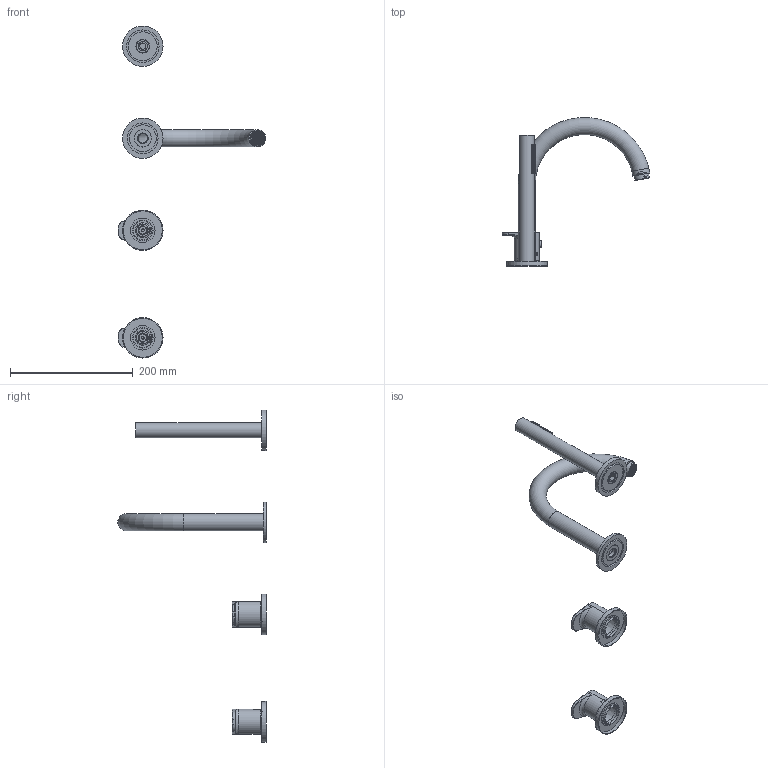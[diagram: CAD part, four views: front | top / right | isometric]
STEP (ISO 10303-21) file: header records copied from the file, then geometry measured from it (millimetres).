
FILE_DESCRIPTION (( 'STEP AP203' ), '1' );
FILE_NAME ('36CP12257.STEP', '2025-10-07T09:04:52', ( '' ), ( '' ), 'SwSTEP 2.0', 'SolidWorks 2021', '' );
FILE_SCHEMA (( 'CONFIG_CONTROL_DESIGN' ));
Products named in the file (1): 36CP12257
Bounding box: 240.67 x 241.63 x 541 mm (x, y, z)
Volume: 219207.5 mm3; surface area: 181236.7 mm2
Topology: 16 solids, 16 shells, 1482 faces, 3890 edges, 2596 vertices
Faces by surface type: plane 1087, cylinder 203, cone 132, torus 40, bspline 14, sphere 6
Full cylindrical faces by diameter (mm): 3.1 x4, 3.3 x2, 4.15 x2, 4.65 x2, 9.8 x1, 10.2 x2, 15 x1, 15.5 x1, 16 x1, 17.4 x1, 18 x1, 19 x1, 20 x2, 20.8 x1, 21 x2, 21.1 x1, 22.5 x2, 23 x1, 23.85 x1, 24 x2, 24.5 x1, 25.6 x2, 26.4 x1, 28 x1, 28.5 x1, 28.6 x2, 31 x2, 31.2 x2, 31.6 x2, 33.6 x2
Entity records: 50007 total; most frequent: CARTESIAN_POINT 14425, ORIENTED_EDGE 7182, DIRECTION 6882, EDGE_CURVE 3591, LINE 2738, VECTOR 2738, VERTEX_POINT 2477, AXIS2_PLACEMENT_3D 2072
